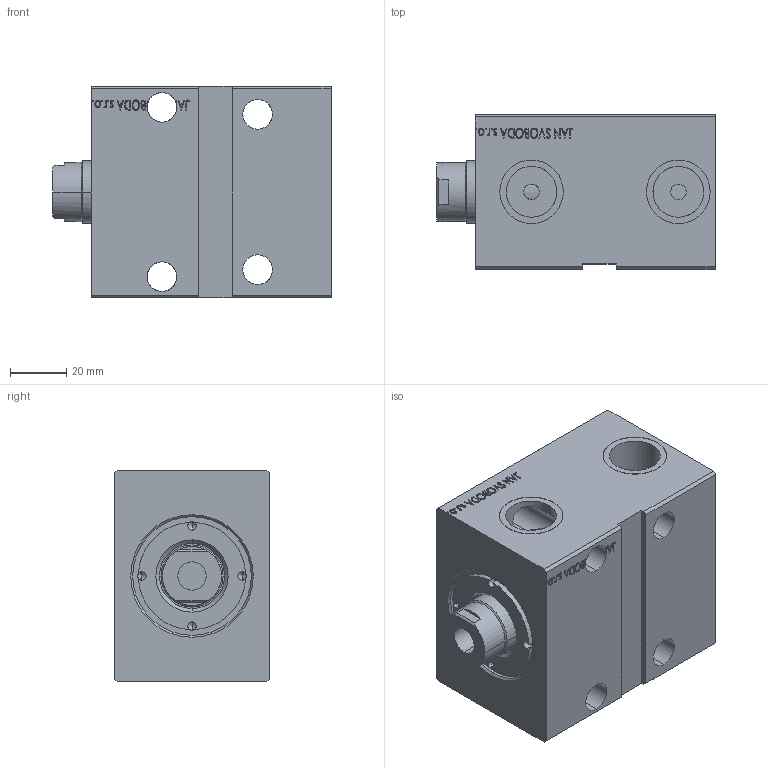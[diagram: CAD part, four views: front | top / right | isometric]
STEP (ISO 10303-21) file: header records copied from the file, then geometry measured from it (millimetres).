
FILE_DESCRIPTION (( 'STEP AP203' ), '1' );
FILE_NAME ('be89.STEP', '2020-09-19T13:45:41', ( '' ), ( '' ), 'SwSTEP 2.0', 'SolidWorks 2019', '' );
FILE_SCHEMA (( 'CONFIG_CONTROL_DESIGN' ));
Length unit declared in the file: millimetre
Products named in the file (4): V500CZ_VC_vysunovaci_E f8f6d28344d80fa9addc2a30bb2e0494; V500CZ_E f8f6d28344d80fa9addc2a30bb2e0494; V500CZ_VCP_E f8f6d28344d80fa9addc2a30bb2e0494; be89
Assembly tree (3 placements, depth 2):
  be89
    V500CZ_E f8f6d28344d80fa9addc2a30bb2e0494
    V500CZ_VC_vysunovaci_E f8f6d28344d80fa9addc2a30bb2e0494
    V500CZ_VCP_E f8f6d28344d80fa9addc2a30bb2e0494
Bounding box: 98.5 x 55 x 75 mm (x, y, z)
Volume: 312858.7 mm3; surface area: 57054.7 mm2
Topology: 3 solids, 3 shells, 800 faces, 2083 edges, 1378 vertices
Faces by surface type: plane 381, bspline 338, cylinder 67, cone 14
Entity records: 40450 total; most frequent: CARTESIAN_POINT 22624, ORIENTED_EDGE 4150, DIRECTION 2465, EDGE_CURVE 2075, VERTEX_POINT 1378, LINE 1221, VECTOR 1221, EDGE_LOOP 919
